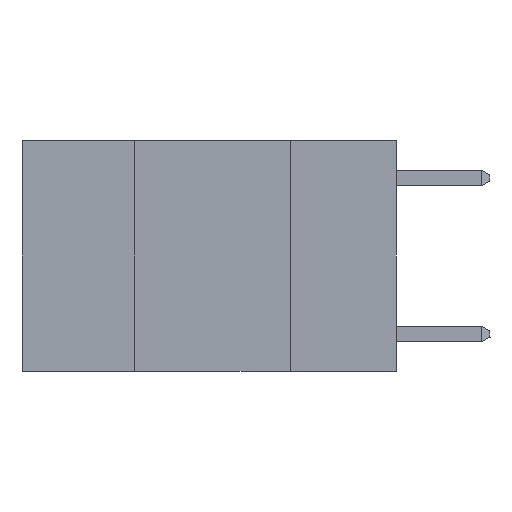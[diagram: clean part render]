
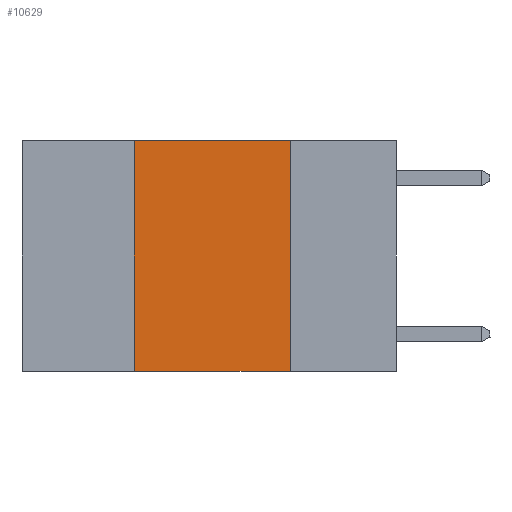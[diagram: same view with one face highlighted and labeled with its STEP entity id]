
A CAD part, left-side view. The second image highlights one B-rep face of the part: STEP entity #10629.
In plain terms, the highlighted planar face has unit normal (-1, 0, 0).
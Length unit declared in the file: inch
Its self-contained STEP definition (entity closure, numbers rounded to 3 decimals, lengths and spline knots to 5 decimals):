
#35 = FACE_OUTER_BOUND ( 'NONE', #11116, .T. ) ;
#386 = ORIENTED_EDGE ( 'NONE', *, *, #3169, .F. ) ;
#906 = LINE ( 'NONE', #5694, #10898 ) ;
#1319 = LINE ( 'NONE', #3808, #11244 ) ;
#2324 = VECTOR ( 'NONE', #11765, 39.37008 ) ;
#2510 = VERTEX_POINT ( 'NONE', #8739 ) ;
#2759 = CARTESIAN_POINT ( 'NONE',  ( 0., 0.17, 0. ) ) ;
#3169 = EDGE_CURVE ( 'NONE', #2510, #12297, #906, .T. ) ;
#3390 = ORIENTED_EDGE ( 'NONE', *, *, #11315, .T. ) ;
#3765 = PLANE ( 'NONE',  #5224 ) ;
#3792 = CARTESIAN_POINT ( 'NONE',  ( 0., 0.42, -0.37 ) ) ;
#3808 = CARTESIAN_POINT ( 'NONE',  ( 0., 0.6, -0.37 ) ) ;
#4597 = VERTEX_POINT ( 'NONE', #3792 ) ;
#4726 = DIRECTION ( 'NONE',  ( 0., -1., 0. ) ) ;
#4962 = CARTESIAN_POINT ( 'NONE',  ( 0., 0.17, 0. ) ) ;
#5113 = CARTESIAN_POINT ( 'NONE',  ( 0., 0.42, 0. ) ) ;
#5224 = AXIS2_PLACEMENT_3D ( 'NONE', #12313, #12355, #6701 ) ;
#5378 = ORIENTED_EDGE ( 'NONE', *, *, #9792, .F. ) ;
#5387 = CARTESIAN_POINT ( 'NONE',  ( 0., 0.17, -0.37 ) ) ;
#5694 = CARTESIAN_POINT ( 'NONE',  ( 0., 0.6, 0. ) ) ;
#6701 = DIRECTION ( 'NONE',  ( 0., 0., -1. ) ) ;
#6730 = VERTEX_POINT ( 'NONE', #5387 ) ;
#8038 = LINE ( 'NONE', #5113, #2324 ) ;
#8612 = EDGE_CURVE ( 'NONE', #4597, #2510, #8038, .T. ) ;
#8739 = CARTESIAN_POINT ( 'NONE',  ( 0., 0.42, 0. ) ) ;
#9474 = DIRECTION ( 'NONE',  ( 0., -1., 0. ) ) ;
#9754 = VECTOR ( 'NONE', #11525, 39.37008 ) ;
#9792 = EDGE_CURVE ( 'NONE', #12297, #6730, #12036, .T. ) ;
#10406 = ORIENTED_EDGE ( 'NONE', *, *, #8612, .F. ) ;
#10629 = ADVANCED_FACE ( 'NONE', ( #35 ), #3765, .F. ) ;
#10898 = VECTOR ( 'NONE', #4726, 39.37008 ) ;
#11116 = EDGE_LOOP ( 'NONE', ( #5378, #386, #10406, #3390 ) ) ;
#11244 = VECTOR ( 'NONE', #9474, 39.37008 ) ;
#11315 = EDGE_CURVE ( 'NONE', #4597, #6730, #1319, .T. ) ;
#11525 = DIRECTION ( 'NONE',  ( 0., 0., -1. ) ) ;
#11765 = DIRECTION ( 'NONE',  ( 0., 0., 1. ) ) ;
#12036 = LINE ( 'NONE', #4962, #9754 ) ;
#12297 = VERTEX_POINT ( 'NONE', #2759 ) ;
#12313 = CARTESIAN_POINT ( 'NONE',  ( 0., 0.6, 0. ) ) ;
#12355 = DIRECTION ( 'NONE',  ( 1., 0., 0. ) ) ;
